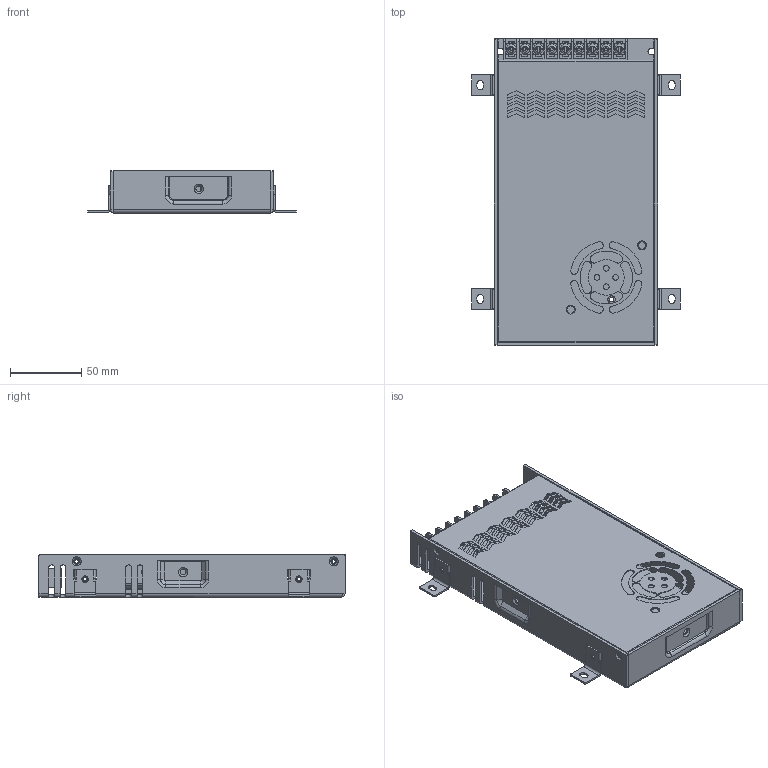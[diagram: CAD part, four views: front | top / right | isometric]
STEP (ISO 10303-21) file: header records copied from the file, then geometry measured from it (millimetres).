
FILE_DESCRIPTION(/* description */ (''),/* implementation_level */ '2;1');
FILE_NAME(/* name */ 'MTS350.stp',/* time_stamp */ '2023-09-11T14:45:13+08:00',/* author */ (''),/* organization */ (''),/* preprocessor_version */ 'ST-DEVELOPER v19.3',/* originating_system */ 'SIEMENS PLM Software NX2212.3001',/* authorisation */ '');
FILE_SCHEMA (('AUTOMOTIVE_DESIGN { 1 0 10303 214 3 1 1 1 }'));
Products named in the file (6): C01M1DYPJ100020; A01J1DZP0000032; 铆钉M3D5L5; A04WJJSK0000066; A04WJJSK0000067; MTS350
Assembly tree (12 placements, depth 2):
  MTS350
    A04WJJSK0000067
    A04WJJSK0000066
    铆钉M3D5L5  x5
    A01J1DZP0000032
    C01M1DYPJ100020  x4
Bounding box: 146.5 x 215 x 29.5 mm (x, y, z)
Volume: 101975.1 mm3; surface area: 146735.7 mm2
Topology: 14 solids, 14 shells, 1867 faces, 5905 edges, 4098 vertices
Faces by surface type: plane 1294, cylinder 458, torus 64, cone 49, bspline 2
Full cylindrical faces by diameter (mm): 2.5 x13, 3.3 x6, 3.5 x4, 4 x14, 4.6 x4, 4.8 x7, 5 x5, 5.2 x2, 5.3 x4, 5.4 x4
Entity records: 63071 total; most frequent: CARTESIAN_POINT 16222, ORIENTED_EDGE 10734, DIRECTION 8370, EDGE_CURVE 5367, VERTEX_POINT 3786, AXIS2_PLACEMENT_3D 2866, LINE 2638, VECTOR 2638
